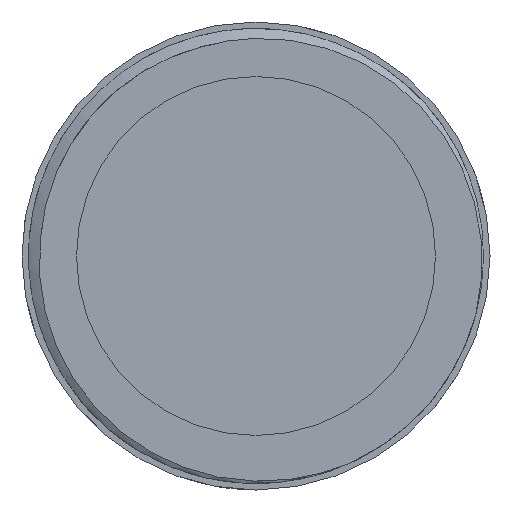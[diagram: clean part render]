
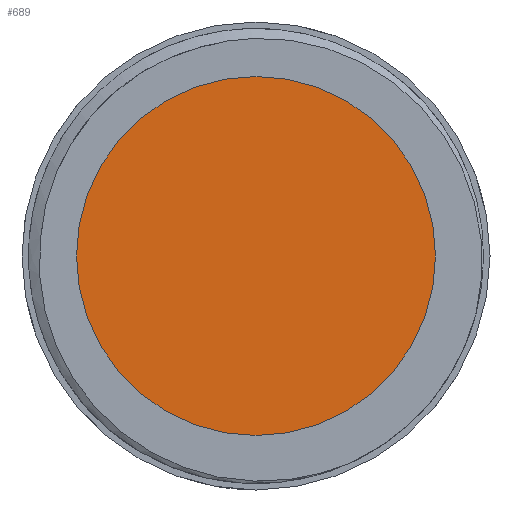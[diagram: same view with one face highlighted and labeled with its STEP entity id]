
A CAD part, front view. The second image highlights one B-rep face of the part: STEP entity #689.
In plain terms, the highlighted planar face has unit normal (0, -1, 0).
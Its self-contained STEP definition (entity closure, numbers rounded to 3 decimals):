
#48=PLANE('',#755);
#86=FACE_OUTER_BOUND('',#130,.T.);
#130=EDGE_LOOP('',(#524));
#184=CIRCLE('',#756,13.75);
#332=VERTEX_POINT('',#1470);
#407=EDGE_CURVE('',#332,#332,#184,.T.);
#524=ORIENTED_EDGE('',*,*,#407,.F.);
#689=ADVANCED_FACE('',(#86),#48,.F.);
#755=AXIS2_PLACEMENT_3D('',#1469,#877,#878);
#756=AXIS2_PLACEMENT_3D('',#1471,#879,#880);
#877=DIRECTION('center_axis',(0.,1.,0.));
#878=DIRECTION('ref_axis',(0.766,0.,-0.643));
#879=DIRECTION('center_axis',(0.,1.,0.));
#880=DIRECTION('ref_axis',(0.766,0.,-0.643));
#1469=CARTESIAN_POINT('Origin',(0.,-0.5,0.));
#1470=CARTESIAN_POINT('',(-10.533,-0.5,8.838));
#1471=CARTESIAN_POINT('Origin',(0.,-0.5,0.));
